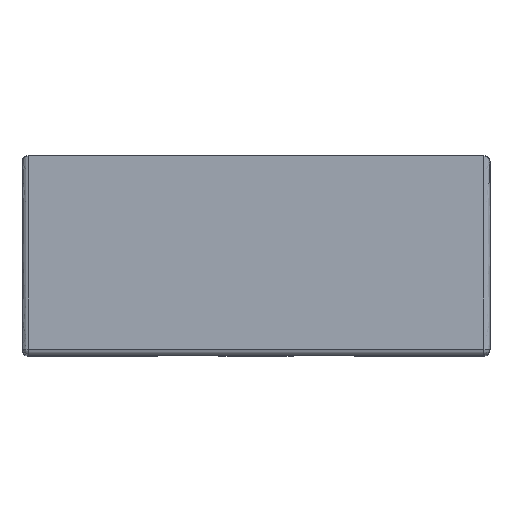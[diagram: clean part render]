
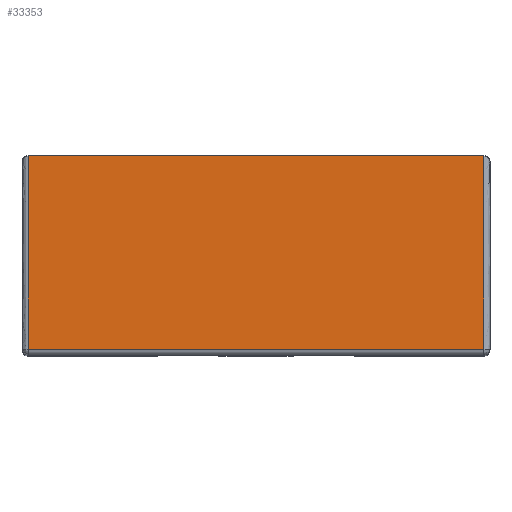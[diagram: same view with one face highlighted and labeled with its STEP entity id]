
A CAD part, top view. The second image highlights one B-rep face of the part: STEP entity #33353.
In plain terms, the highlighted free-form (B-spline) face has degree [1, 1] with [2, 2] control points.
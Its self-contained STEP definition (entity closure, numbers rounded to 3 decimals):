
#32622=CARTESIAN_POINT('',(-3.65,1.6,3.85));
#32623=VERTEX_POINT('',#32622);
#32631=CARTESIAN_POINT('',(3.65,1.6,3.85));
#32632=VERTEX_POINT('',#32631);
#32633=CARTESIAN_POINT('',(3.65,1.6,3.85));
#32634=CARTESIAN_POINT('',(-3.65,1.6,3.85));
#32635=B_SPLINE_CURVE_WITH_KNOTS('',1,(#32633,#32634),.POLYLINE_FORM.,.F.,.U.,(2,2),(0.013,0.987),.UNSPECIFIED.);
#32636=EDGE_CURVE('',#32632,#32623,#32635,.T.);
#33326=CARTESIAN_POINT('',(3.75,1.6,3.85));
#33327=CARTESIAN_POINT('',(3.75,-1.6,3.85));
#33328=CARTESIAN_POINT('',(-3.75,1.6,3.85));
#33329=CARTESIAN_POINT('',(-3.75,-1.6,3.85));
#33330=B_SPLINE_SURFACE_WITH_KNOTS('',1,1,((#33326,#33327),(#33328,#33329)),.PLANE_SURF.,.F.,.F.,.U.,(2,2),(2,2),(0.,1.),(0.,1.),.UNSPECIFIED.);
#33331=CARTESIAN_POINT('',(-3.65,-1.5,3.85));
#33332=VERTEX_POINT('',#33331);
#33333=CARTESIAN_POINT('',(-3.65,1.6,3.85));
#33334=CARTESIAN_POINT('',(-3.65,-1.5,3.85));
#33335=B_SPLINE_CURVE_WITH_KNOTS('',1,(#33333,#33334),.POLYLINE_FORM.,.F.,.U.,(2,2),(0.,0.969),.UNSPECIFIED.);
#33336=EDGE_CURVE('',#32623,#33332,#33335,.T.);
#33337=ORIENTED_EDGE('',*,*,#33336,.T.);
#33338=CARTESIAN_POINT('',(3.65,-1.5,3.85));
#33339=VERTEX_POINT('',#33338);
#33340=CARTESIAN_POINT('',(3.65,-1.5,3.85));
#33341=CARTESIAN_POINT('',(-3.65,-1.5,3.85));
#33342=B_SPLINE_CURVE_WITH_KNOTS('',1,(#33340,#33341),.POLYLINE_FORM.,.F.,.U.,(2,2),(0.013,0.987),.UNSPECIFIED.);
#33343=EDGE_CURVE('',#33339,#33332,#33342,.T.);
#33344=ORIENTED_EDGE('',*,*,#33343,.F.);
#33345=CARTESIAN_POINT('',(3.65,1.6,3.85));
#33346=CARTESIAN_POINT('',(3.65,-1.5,3.85));
#33347=B_SPLINE_CURVE_WITH_KNOTS('',1,(#33345,#33346),.POLYLINE_FORM.,.F.,.U.,(2,2),(0.,0.969),.UNSPECIFIED.);
#33348=EDGE_CURVE('',#32632,#33339,#33347,.T.);
#33349=ORIENTED_EDGE('',*,*,#33348,.F.);
#33350=ORIENTED_EDGE('',*,*,#32636,.T.);
#33351=EDGE_LOOP('',(#33337,#33344,#33349,#33350));
#33352=FACE_OUTER_BOUND('',#33351,.T.);
#33353=ADVANCED_FACE('',(#33352),#33330,.T.);
